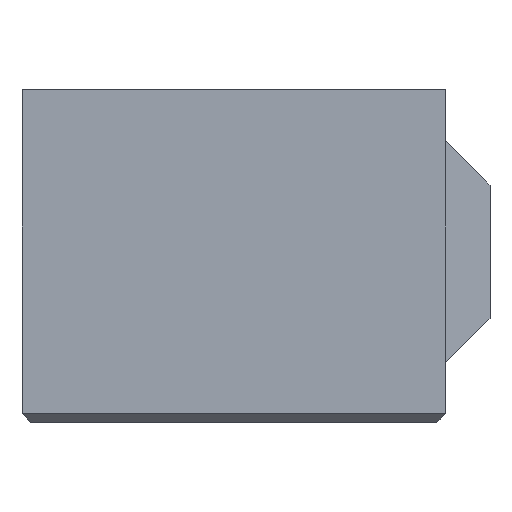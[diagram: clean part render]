
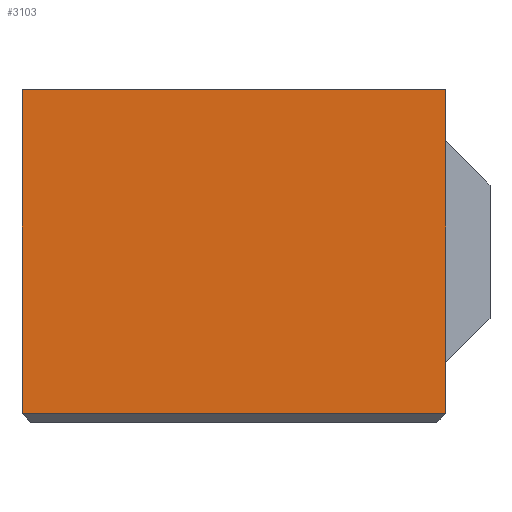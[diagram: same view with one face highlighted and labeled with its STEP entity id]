
A CAD part, front view. The second image highlights one B-rep face of the part: STEP entity #3103.
In plain terms, the highlighted planar face has unit normal (0, -1, 0).
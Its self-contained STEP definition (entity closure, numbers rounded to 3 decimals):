
#393=FACE_OUTER_BOUND('',#576,.T.);
#576=EDGE_LOOP('',(#2824,#2825,#2826,#2827));
#595=LINE('',#4357,#917);
#707=LINE('',#4686,#1029);
#897=LINE('',#5211,#1219);
#898=LINE('',#5212,#1220);
#917=VECTOR('',#3441,10.);
#1029=VECTOR('',#3767,10.);
#1219=VECTOR('',#4313,10.);
#1220=VECTOR('',#4314,10.);
#1233=VERTEX_POINT('',#4351);
#1235=VERTEX_POINT('',#4355);
#1345=VERTEX_POINT('',#4682);
#1502=VERTEX_POINT('',#5210);
#1519=EDGE_CURVE('',#1233,#1235,#595,.T.);
#1683=EDGE_CURVE('',#1233,#1345,#707,.T.);
#1946=EDGE_CURVE('',#1502,#1235,#897,.T.);
#1947=EDGE_CURVE('',#1345,#1502,#898,.T.);
#2824=ORIENTED_EDGE('',*,*,#1683,.F.);
#2825=ORIENTED_EDGE('',*,*,#1519,.T.);
#2826=ORIENTED_EDGE('',*,*,#1946,.F.);
#2827=ORIENTED_EDGE('',*,*,#1947,.F.);
#2935=PLANE('',#3410);
#3103=ADVANCED_FACE('',(#393),#2935,.T.);
#3410=AXIS2_PLACEMENT_3D('',#5209,#4311,#4312);
#3441=DIRECTION('',(0.,0.,1.));
#3767=DIRECTION('',(-1.,0.,0.));
#4311=DIRECTION('center_axis',(0.,-1.,0.));
#4312=DIRECTION('ref_axis',(1.,0.,0.));
#4313=DIRECTION('',(1.,0.,0.));
#4314=DIRECTION('',(0.,0.,1.));
#4351=CARTESIAN_POINT('',(0.,0.,0.4));
#4355=CARTESIAN_POINT('',(0.,0.,15.));
#4357=CARTESIAN_POINT('',(0.,0.,0.));
#4682=CARTESIAN_POINT('',(-19.1,0.,0.4));
#4686=CARTESIAN_POINT('',(-14.325,0.,0.4));
#5209=CARTESIAN_POINT('Origin',(-19.1,0.,0.));
#5210=CARTESIAN_POINT('',(-19.1,0.,15.));
#5211=CARTESIAN_POINT('',(0.,0.,15.));
#5212=CARTESIAN_POINT('',(-19.1,0.,0.));
